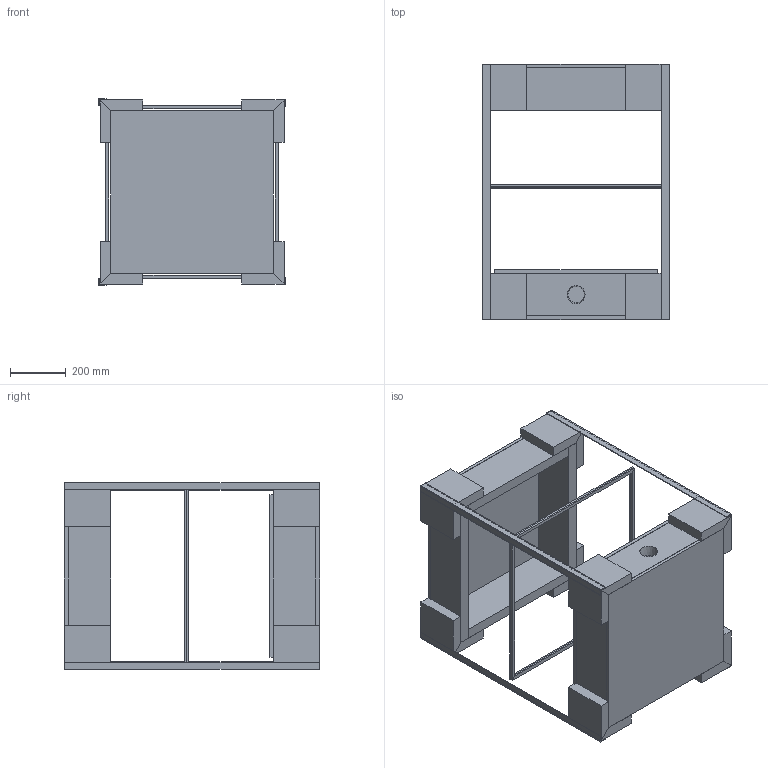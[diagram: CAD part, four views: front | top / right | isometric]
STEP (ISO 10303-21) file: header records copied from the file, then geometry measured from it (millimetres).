
FILE_DESCRIPTION(/* description */ (''),/* implementation_level */ '2;1');
FILE_NAME(/* name */ 'Vacuum Forming Machine v30.step',/* time_stamp */ '2019-02-10T03:07:33-07:00',/* author */ ('timmah1991'),/* organization */ (''),/* preprocessor_version */ 'ST-DEVELOPER v17.2',/* originating_system */ 'Autodesk Translation Framework v7.6.0.251',/* authorisation */ '');
FILE_SCHEMA (('AUTOMOTIVE_DESIGN { 1 0 10303 214 3 1 1 }'));
Length unit declared in the file: millimetre
Products named in the file (5): Vacuum Forming Machine; Vacuum Box; Rail System; 8982K403; Heater Box
Assembly tree (7 placements, depth 3):
  Vacuum Forming Machine
    Vacuum Box
    Rail System
      8982K403  x4
    Heater Box
Bounding box: 667.96 x 915.1 x 668.46 mm (x, y, z)
Volume: 52563870 mm3; surface area: 5586011.9 mm2
Topology: 39 solids, 39 shells, 399 faces, 963 edges, 642 vertices
Faces by surface type: plane 242, cylinder 156, cone 1
Full cylindrical faces by diameter (mm): 6.35 x144
Entity records: 11453 total; most frequent: DIRECTION 1934, CARTESIAN_POINT 1848, ORIENTED_EDGE 1764, EDGE_CURVE 882, AXIS2_PLACEMENT_3D 674, EDGE_LOOP 656, VERTEX_POINT 588, LINE 586
